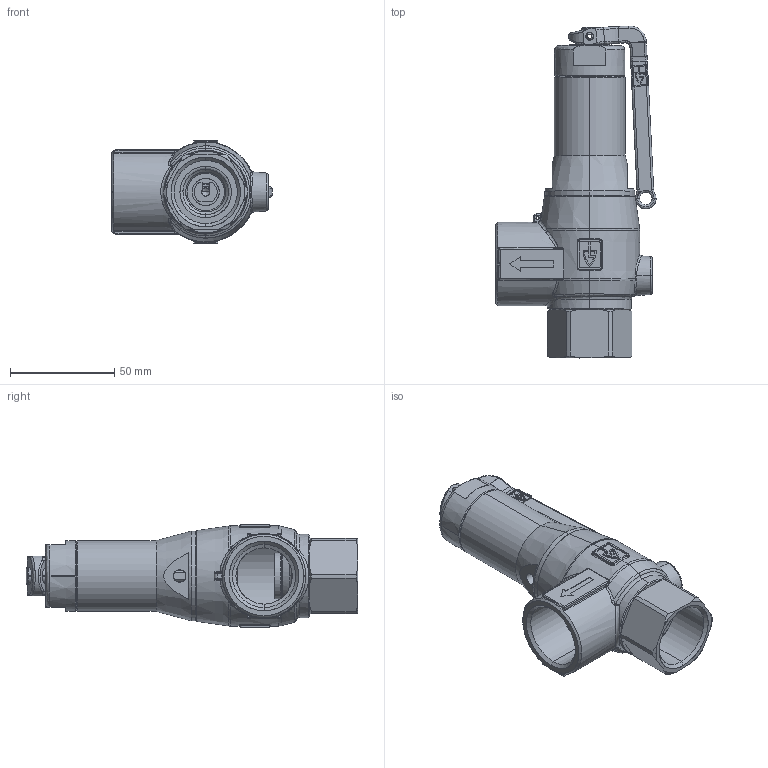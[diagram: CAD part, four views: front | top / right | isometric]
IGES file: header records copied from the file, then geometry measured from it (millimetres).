
Start section: SolidWorks IGES file using analytic representation for surfaces
Global section: file name: 6420MGFL25_f-f_25-25 PTFE.IGS; native system: SolidWorks 2018; preprocessor: SolidWorks 2018; author: Hildenbrand; date: 190211.140351; units: millimetre
Bounding box: 76.86 x 159.11 x 49 mm (x, y, z)
Surface area: 58016.4 mm2 (no closed solid volume)
Topology: 0 solids, 0 shells, 788 faces, 10295 edges, 10287 vertices
Faces by surface type: bspline 442, revolution 346
